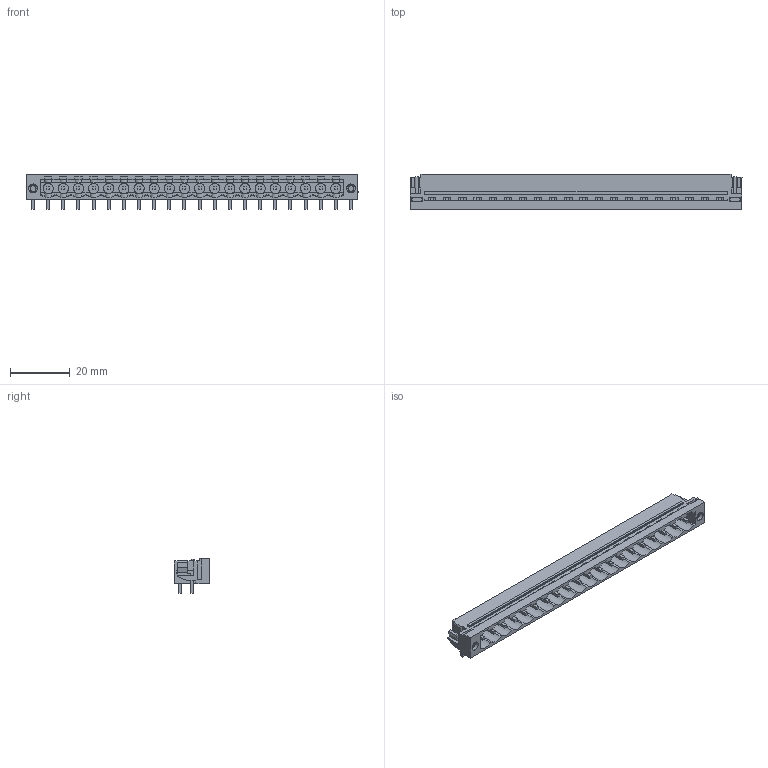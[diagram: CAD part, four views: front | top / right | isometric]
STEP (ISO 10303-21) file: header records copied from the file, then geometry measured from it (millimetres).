
FILE_DESCRIPTION(('CATIA V5R22 STEP214','CAx-IF Rec.Pracs.--- Model Styling and Organization---1.4--- 2014-01-23'),'2;1');
FILE_NAME ('D1456071_1_1780610000_1780610000.stp','2023-05-11T06:54:32+00:00',('none'),('Weidmueller'),'CATIA Version 5-6 Release 2016 SP3 HF44','CATIA V5 STEP AP214','none');
FILE_SCHEMA(('AUTOMOTIVE_DESIGN { 1 0 10303 214 1 1 1 1 }'));
Length unit declared in the file: millimetre
Products named in the file (1): 1780610000
Bounding box: 111.4 x 12 x 11.63 mm (x, y, z)
Volume: 4310.8 mm3; surface area: 9829.5 mm2
Topology: 25 solids, 25 shells, 1262 faces, 3834 edges, 2526 vertices
Faces by surface type: plane 1005, cylinder 207, extrusion 42, cone 8
Entity records: 40626 total; most frequent: CARTESIAN_POINT 9563, ORIENTED_EDGE 7668, DIRECTION 4546, EDGE_CURVE 3834, VECTOR 2876, LINE 2834, VERTEX_POINT 2526, EDGE_LOOP 1338
